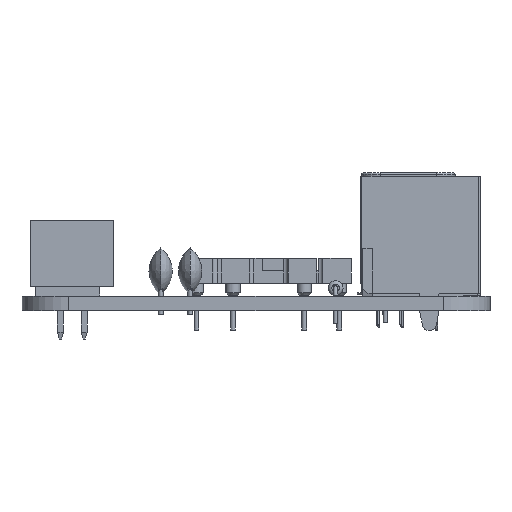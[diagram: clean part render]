
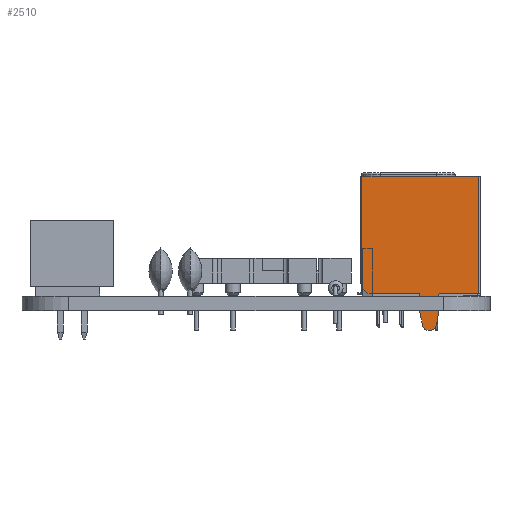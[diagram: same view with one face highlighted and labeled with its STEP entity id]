
A CAD part, left-side view. The second image highlights one B-rep face of the part: STEP entity #2510.
In plain terms, the highlighted planar face has unit normal (-1, 0, 0).
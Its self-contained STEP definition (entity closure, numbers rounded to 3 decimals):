
#1988 = VERTEX_POINT('',#1989);
#1989 = CARTESIAN_POINT('',(-7.,0.25,-0.2));
#1996 = EDGE_CURVE('',#1997,#1988,#1999,.T.);
#1997 = VERTEX_POINT('',#1998);
#1998 = CARTESIAN_POINT('',(-7.,0.25,-4.3));
#1999 = LINE('',#2000,#2001);
#2000 = CARTESIAN_POINT('',(-7.,0.25,-2.15));
#2001 = VECTOR('',#2002,1.);
#2002 = DIRECTION('',(0.,0.,1.));
#2044 = EDGE_CURVE('',#1988,#2045,#2047,.T.);
#2045 = VERTEX_POINT('',#2046);
#2046 = CARTESIAN_POINT('',(-7.,12.75,-0.2));
#2047 = LINE('',#2048,#2049);
#2048 = CARTESIAN_POINT('',(-7.,6.538,-0.2));
#2049 = VECTOR('',#2050,1.);
#2050 = DIRECTION('',(-0.,1.,-0.));
#2510 = ADVANCED_FACE('',(#2511),#2620,.T.);
#2511 = FACE_BOUND('',#2512,.T.);
#2512 = EDGE_LOOP('',(#2513,#2514,#2515,#2523,#2531,#2539,#2547,#2555,
    #2563,#2572,#2580,#2588,#2597,#2605,#2613));
#2513 = ORIENTED_EDGE('',*,*,#1996,.T.);
#2514 = ORIENTED_EDGE('',*,*,#2044,.T.);
#2515 = ORIENTED_EDGE('',*,*,#2516,.T.);
#2516 = EDGE_CURVE('',#2045,#2517,#2519,.T.);
#2517 = VERTEX_POINT('',#2518);
#2518 = CARTESIAN_POINT('',(-7.,12.75,-12.7));
#2519 = LINE('',#2520,#2521);
#2520 = CARTESIAN_POINT('',(-7.,12.75,-6.45));
#2521 = VECTOR('',#2522,1.);
#2522 = DIRECTION('',(-0.,-0.,-1.));
#2523 = ORIENTED_EDGE('',*,*,#2524,.T.);
#2524 = EDGE_CURVE('',#2517,#2525,#2527,.T.);
#2525 = VERTEX_POINT('',#2526);
#2526 = CARTESIAN_POINT('',(-7.,1.25,-12.7));
#2527 = LINE('',#2528,#2529);
#2528 = CARTESIAN_POINT('',(-7.,4.451,-12.7));
#2529 = VECTOR('',#2530,1.);
#2530 = DIRECTION('',(0.,-1.,0.));
#2531 = ORIENTED_EDGE('',*,*,#2532,.T.);
#2532 = EDGE_CURVE('',#2525,#2533,#2535,.T.);
#2533 = VERTEX_POINT('',#2534);
#2534 = CARTESIAN_POINT('',(-7.,1.25,-12.6));
#2535 = LINE('',#2536,#2537);
#2536 = CARTESIAN_POINT('',(-7.,1.25,-12.75));
#2537 = VECTOR('',#2538,1.);
#2538 = DIRECTION('',(0.,0.,1.));
#2539 = ORIENTED_EDGE('',*,*,#2540,.T.);
#2540 = EDGE_CURVE('',#2533,#2541,#2543,.T.);
#2541 = VERTEX_POINT('',#2542);
#2542 = CARTESIAN_POINT('',(-7.,0.8,-12.6));
#2543 = LINE('',#2544,#2545);
#2544 = CARTESIAN_POINT('',(-7.,4.451,-12.6));
#2545 = VECTOR('',#2546,1.);
#2546 = DIRECTION('',(0.,-1.,0.));
#2547 = ORIENTED_EDGE('',*,*,#2548,.T.);
#2548 = EDGE_CURVE('',#2541,#2549,#2551,.T.);
#2549 = VERTEX_POINT('',#2550);
#2550 = CARTESIAN_POINT('',(-7.,0.25,-12.05));
#2551 = LINE('',#2552,#2553);
#2552 = CARTESIAN_POINT('',(-7.,0.8,-12.6));
#2553 = VECTOR('',#2554,1.);
#2554 = DIRECTION('',(0.,-0.707,0.707));
#2555 = ORIENTED_EDGE('',*,*,#2556,.T.);
#2556 = EDGE_CURVE('',#2549,#2557,#2559,.T.);
#2557 = VERTEX_POINT('',#2558);
#2558 = CARTESIAN_POINT('',(-7.,0.25,-6.7));
#2559 = LINE('',#2560,#2561);
#2560 = CARTESIAN_POINT('',(-7.,0.25,-6.45));
#2561 = VECTOR('',#2562,1.);
#2562 = DIRECTION('',(0.,0.,1.));
#2563 = ORIENTED_EDGE('',*,*,#2564,.T.);
#2564 = EDGE_CURVE('',#2557,#2565,#2567,.T.);
#2565 = VERTEX_POINT('',#2566);
#2566 = CARTESIAN_POINT('',(-7.,0.05,-6.5));
#2567 = CIRCLE('',#2568,0.2);
#2568 = AXIS2_PLACEMENT_3D('',#2569,#2570,#2571);
#2569 = CARTESIAN_POINT('',(-7.,0.05,-6.7));
#2570 = DIRECTION('',(1.,0.,0.));
#2571 = DIRECTION('',(0.,0.,1.));
#2572 = ORIENTED_EDGE('',*,*,#2573,.T.);
#2573 = EDGE_CURVE('',#2565,#2574,#2576,.T.);
#2574 = VERTEX_POINT('',#2575);
#2575 = CARTESIAN_POINT('',(-7.,-1.85,-6.5));
#2576 = LINE('',#2577,#2578);
#2577 = CARTESIAN_POINT('',(-7.,4.451,-6.5));
#2578 = VECTOR('',#2579,1.);
#2579 = DIRECTION('',(0.,-1.,0.));
#2580 = ORIENTED_EDGE('',*,*,#2581,.T.);
#2581 = EDGE_CURVE('',#2574,#2582,#2584,.T.);
#2582 = VERTEX_POINT('',#2583);
#2583 = CARTESIAN_POINT('',(-7.,-3.15,-6.235));
#2584 = LINE('',#2585,#2586);
#2585 = CARTESIAN_POINT('',(-7.,-1.85,-6.5));
#2586 = VECTOR('',#2587,1.);
#2587 = DIRECTION('',(0.,-0.98,0.2));
#2588 = ORIENTED_EDGE('',*,*,#2589,.T.);
#2589 = EDGE_CURVE('',#2582,#2590,#2592,.T.);
#2590 = VERTEX_POINT('',#2591);
#2591 = CARTESIAN_POINT('',(-7.,-3.15,-4.765));
#2592 = CIRCLE('',#2593,0.75);
#2593 = AXIS2_PLACEMENT_3D('',#2594,#2595,#2596);
#2594 = CARTESIAN_POINT('',(-7.,-3.,-5.5));
#2595 = DIRECTION('',(-1.,0.,0.));
#2596 = DIRECTION('',(0.,0.,1.));
#2597 = ORIENTED_EDGE('',*,*,#2598,.T.);
#2598 = EDGE_CURVE('',#2590,#2599,#2601,.T.);
#2599 = VERTEX_POINT('',#2600);
#2600 = CARTESIAN_POINT('',(-7.,-1.85,-4.5));
#2601 = LINE('',#2602,#2603);
#2602 = CARTESIAN_POINT('',(-7.,-3.15,-4.765));
#2603 = VECTOR('',#2604,1.);
#2604 = DIRECTION('',(0.,0.98,0.2));
#2605 = ORIENTED_EDGE('',*,*,#2606,.T.);
#2606 = EDGE_CURVE('',#2599,#2607,#2609,.T.);
#2607 = VERTEX_POINT('',#2608);
#2608 = CARTESIAN_POINT('',(-7.,0.05,-4.5));
#2609 = LINE('',#2610,#2611);
#2610 = CARTESIAN_POINT('',(-7.,4.451,-4.5));
#2611 = VECTOR('',#2612,1.);
#2612 = DIRECTION('',(-0.,1.,-0.));
#2613 = ORIENTED_EDGE('',*,*,#2614,.T.);
#2614 = EDGE_CURVE('',#2607,#1997,#2615,.T.);
#2615 = CIRCLE('',#2616,0.2);
#2616 = AXIS2_PLACEMENT_3D('',#2617,#2618,#2619);
#2617 = CARTESIAN_POINT('',(-7.,0.05,-4.3));
#2618 = DIRECTION('',(1.,0.,0.));
#2619 = DIRECTION('',(0.,0.,1.));
#2620 = PLANE('',#2621);
#2621 = AXIS2_PLACEMENT_3D('',#2622,#2623,#2624);
#2622 = CARTESIAN_POINT('',(-7.,12.75,-12.7));
#2623 = DIRECTION('',(-1.,0.,0.));
#2624 = DIRECTION('',(0.,-1.,0.));
